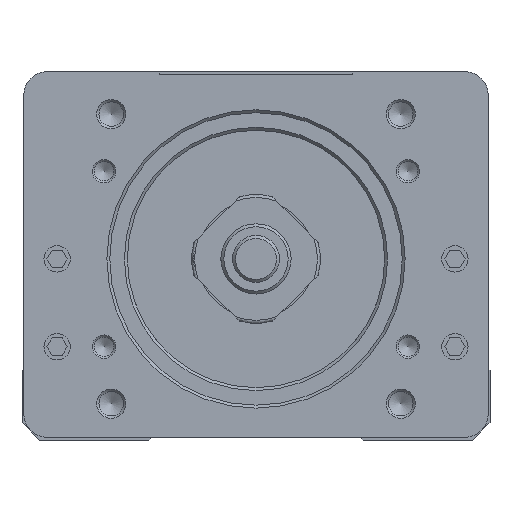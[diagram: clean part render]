
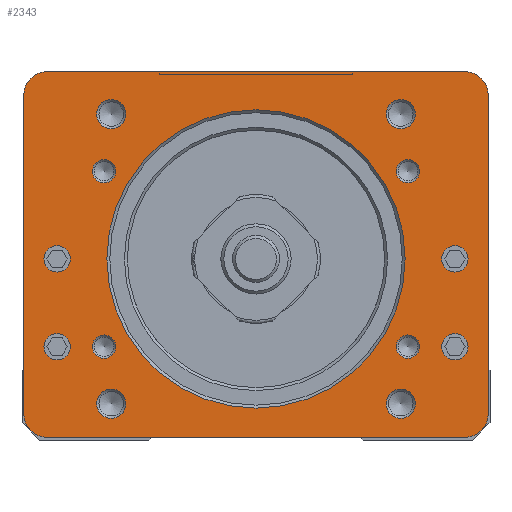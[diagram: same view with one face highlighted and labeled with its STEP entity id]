
A CAD part, front view. The second image highlights one B-rep face of the part: STEP entity #2343.
In plain terms, the highlighted planar face has unit normal (0, -1, 0).
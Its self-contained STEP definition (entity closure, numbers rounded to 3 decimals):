
#2343=ADVANCED_FACE('',(#3787,#3788,#3789,#3790,#3791,#3792,#3793,#3794,
#3795,#3796,#3797,#3798,#3799,#3800),#3170,.T.);
#3170=PLANE('',#20259);
#3787=FACE_BOUND('',#5112,.T.);
#3788=FACE_BOUND('',#5113,.T.);
#3789=FACE_BOUND('',#5114,.T.);
#3790=FACE_BOUND('',#5115,.T.);
#3791=FACE_BOUND('',#5116,.T.);
#3792=FACE_BOUND('',#5117,.T.);
#3793=FACE_BOUND('',#5118,.T.);
#3794=FACE_BOUND('',#5119,.T.);
#3795=FACE_BOUND('',#5120,.T.);
#3796=FACE_BOUND('',#5121,.T.);
#3797=FACE_BOUND('',#5122,.T.);
#3798=FACE_BOUND('',#5123,.T.);
#3799=FACE_BOUND('',#5124,.T.);
#3800=FACE_BOUND('',#5125,.T.);
#5112=EDGE_LOOP('',(#9885));
#5113=EDGE_LOOP('',(#9886));
#5114=EDGE_LOOP('',(#9887));
#5115=EDGE_LOOP('',(#9888));
#5116=EDGE_LOOP('',(#9889));
#5117=EDGE_LOOP('',(#9890));
#5118=EDGE_LOOP('',(#9891));
#5119=EDGE_LOOP('',(#9892));
#5120=EDGE_LOOP('',(#9893));
#5121=EDGE_LOOP('',(#9894));
#5122=EDGE_LOOP('',(#9895));
#5123=EDGE_LOOP('',(#9896));
#5124=EDGE_LOOP('',(#9897));
#5125=EDGE_LOOP('',(#9898,#9899,#9900,#9901,#9902,#9903,#9904,#9905));
#5903=CIRCLE('',#20130,4.);
#5904=CIRCLE('',#20132,4.);
#5905=CIRCLE('',#20134,2.);
#5906=CIRCLE('',#20136,2.);
#5907=CIRCLE('',#20138,2.);
#5908=CIRCLE('',#20140,2.);
#5909=CIRCLE('',#20142,2.5);
#5910=CIRCLE('',#20144,2.5);
#5911=CIRCLE('',#20146,2.5);
#5912=CIRCLE('',#20148,2.5);
#5913=CIRCLE('',#20150,25.5);
#5918=CIRCLE('',#20159,2.25);
#5920=CIRCLE('',#20162,2.25);
#5922=CIRCLE('',#20165,2.25);
#5924=CIRCLE('',#20168,2.25);
#5965=CIRCLE('',#20255,4.);
#5967=CIRCLE('',#20258,4.);
#9885=ORIENTED_EDGE('',*,*,#14795,.T.);
#9886=ORIENTED_EDGE('',*,*,#14794,.T.);
#9887=ORIENTED_EDGE('',*,*,#14793,.T.);
#9888=ORIENTED_EDGE('',*,*,#14792,.T.);
#9889=ORIENTED_EDGE('',*,*,#14791,.T.);
#9890=ORIENTED_EDGE('',*,*,#14790,.T.);
#9891=ORIENTED_EDGE('',*,*,#14789,.T.);
#9892=ORIENTED_EDGE('',*,*,#14788,.T.);
#9893=ORIENTED_EDGE('',*,*,#14787,.T.);
#9894=ORIENTED_EDGE('',*,*,#14807,.T.);
#9895=ORIENTED_EDGE('',*,*,#14805,.T.);
#9896=ORIENTED_EDGE('',*,*,#14803,.T.);
#9897=ORIENTED_EDGE('',*,*,#14801,.T.);
#9898=ORIENTED_EDGE('',*,*,#14921,.T.);
#9899=ORIENTED_EDGE('',*,*,#14924,.T.);
#9900=ORIENTED_EDGE('',*,*,#14925,.T.);
#9901=ORIENTED_EDGE('',*,*,#14905,.T.);
#9902=ORIENTED_EDGE('',*,*,#14785,.T.);
#9903=ORIENTED_EDGE('',*,*,#14849,.T.);
#9904=ORIENTED_EDGE('',*,*,#14782,.T.);
#9905=ORIENTED_EDGE('',*,*,#14898,.T.);
#12481=VERTEX_POINT('',#31003);
#12482=VERTEX_POINT('',#31005);
#12483=VERTEX_POINT('',#31009);
#12484=VERTEX_POINT('',#31011);
#12485=VERTEX_POINT('',#31015);
#12486=VERTEX_POINT('',#31018);
#12487=VERTEX_POINT('',#31021);
#12488=VERTEX_POINT('',#31024);
#12489=VERTEX_POINT('',#31027);
#12490=VERTEX_POINT('',#31030);
#12491=VERTEX_POINT('',#31033);
#12492=VERTEX_POINT('',#31036);
#12493=VERTEX_POINT('',#31039);
#12498=VERTEX_POINT('',#31054);
#12500=VERTEX_POINT('',#31059);
#12502=VERTEX_POINT('',#31064);
#12504=VERTEX_POINT('',#31069);
#12562=VERTEX_POINT('',#31361);
#12567=VERTEX_POINT('',#31375);
#12578=VERTEX_POINT('',#31407);
#12580=VERTEX_POINT('',#31413);
#14782=EDGE_CURVE('',#12482,#12481,#5903,.T.);
#14785=EDGE_CURVE('',#12484,#12483,#5904,.T.);
#14787=EDGE_CURVE('',#12485,#12485,#5905,.T.);
#14788=EDGE_CURVE('',#12486,#12486,#5906,.T.);
#14789=EDGE_CURVE('',#12487,#12487,#5907,.T.);
#14790=EDGE_CURVE('',#12488,#12488,#5908,.T.);
#14791=EDGE_CURVE('',#12489,#12489,#5909,.T.);
#14792=EDGE_CURVE('',#12490,#12490,#5910,.T.);
#14793=EDGE_CURVE('',#12491,#12491,#5911,.T.);
#14794=EDGE_CURVE('',#12492,#12492,#5912,.T.);
#14795=EDGE_CURVE('',#12493,#12493,#5913,.T.);
#14801=EDGE_CURVE('',#12498,#12498,#5918,.T.);
#14803=EDGE_CURVE('',#12500,#12500,#5920,.T.);
#14805=EDGE_CURVE('',#12502,#12502,#5922,.T.);
#14807=EDGE_CURVE('',#12504,#12504,#5924,.T.);
#14849=EDGE_CURVE('',#12483,#12482,#16856,.T.);
#14898=EDGE_CURVE('',#12481,#12562,#16881,.T.);
#14905=EDGE_CURVE('',#12567,#12484,#16888,.T.);
#14921=EDGE_CURVE('',#12562,#12578,#5965,.T.);
#14924=EDGE_CURVE('',#12578,#12580,#16901,.T.);
#14925=EDGE_CURVE('',#12580,#12567,#5967,.T.);
#16856=LINE('',#31214,#18624);
#16881=LINE('',#31362,#18649);
#16888=LINE('',#31374,#18656);
#16901=LINE('',#31412,#18669);
#18624=VECTOR('',#24452,1.);
#18649=VECTOR('',#24571,1.);
#18656=VECTOR('',#24580,1.);
#18669=VECTOR('',#24617,1.);
#20130=AXIS2_PLACEMENT_3D('',#31004,#24291,#24292);
#20132=AXIS2_PLACEMENT_3D('',#31010,#24297,#24298);
#20134=AXIS2_PLACEMENT_3D('',#31014,#24302,#24303);
#20136=AXIS2_PLACEMENT_3D('',#31017,#24306,#24307);
#20138=AXIS2_PLACEMENT_3D('',#31020,#24310,#24311);
#20140=AXIS2_PLACEMENT_3D('',#31023,#24314,#24315);
#20142=AXIS2_PLACEMENT_3D('',#31026,#24318,#24319);
#20144=AXIS2_PLACEMENT_3D('',#31029,#24322,#24323);
#20146=AXIS2_PLACEMENT_3D('',#31032,#24326,#24327);
#20148=AXIS2_PLACEMENT_3D('',#31035,#24330,#24331);
#20150=AXIS2_PLACEMENT_3D('',#31038,#24334,#24335);
#20159=AXIS2_PLACEMENT_3D('',#31053,#24353,#24354);
#20162=AXIS2_PLACEMENT_3D('',#31058,#24359,#24360);
#20165=AXIS2_PLACEMENT_3D('',#31063,#24365,#24366);
#20168=AXIS2_PLACEMENT_3D('',#31068,#24371,#24372);
#20255=AXIS2_PLACEMENT_3D('',#31406,#24610,#24611);
#20258=AXIS2_PLACEMENT_3D('',#31414,#24618,#24619);
#20259=AXIS2_PLACEMENT_3D('',#31415,#24620,#24621);
#24291=DIRECTION('',(0.,-1.,0.));
#24292=DIRECTION('',(1.,0.,0.));
#24297=DIRECTION('',(0.,-1.,0.));
#24298=DIRECTION('',(1.,0.,0.));
#24302=DIRECTION('',(0.,1.,0.));
#24303=DIRECTION('',(0.,0.,-1.));
#24306=DIRECTION('',(0.,1.,0.));
#24307=DIRECTION('',(0.,0.,-1.));
#24310=DIRECTION('',(0.,1.,0.));
#24311=DIRECTION('',(0.,0.,-1.));
#24314=DIRECTION('',(0.,1.,0.));
#24315=DIRECTION('',(0.,0.,-1.));
#24318=DIRECTION('',(0.,1.,0.));
#24319=DIRECTION('',(0.,0.,-1.));
#24322=DIRECTION('',(0.,1.,0.));
#24323=DIRECTION('',(0.,0.,-1.));
#24326=DIRECTION('',(0.,1.,0.));
#24327=DIRECTION('',(0.,0.,-1.));
#24330=DIRECTION('',(0.,1.,0.));
#24331=DIRECTION('',(0.,0.,-1.));
#24334=DIRECTION('',(0.,1.,0.));
#24335=DIRECTION('',(0.,0.,-1.));
#24353=DIRECTION('',(0.,1.,0.));
#24354=DIRECTION('',(0.,0.,-1.));
#24359=DIRECTION('',(0.,1.,0.));
#24360=DIRECTION('',(0.,0.,-1.));
#24365=DIRECTION('',(0.,1.,0.));
#24366=DIRECTION('',(0.,0.,-1.));
#24371=DIRECTION('',(0.,1.,0.));
#24372=DIRECTION('',(0.,0.,-1.));
#24452=DIRECTION('',(-1.,0.,0.));
#24571=DIRECTION('',(0.,0.,-1.));
#24580=DIRECTION('',(0.,0.,1.));
#24610=DIRECTION('',(0.,-1.,0.));
#24611=DIRECTION('',(1.,0.,0.));
#24617=DIRECTION('',(1.,0.,0.));
#24618=DIRECTION('',(0.,-1.,0.));
#24619=DIRECTION('',(1.,0.,0.));
#24620=DIRECTION('',(0.,-1.,0.));
#24621=DIRECTION('',(0.,0.,1.));
#31003=CARTESIAN_POINT('',(-39.7,-243.7,40.));
#31004=CARTESIAN_POINT('',(-35.7,-243.7,40.));
#31005=CARTESIAN_POINT('',(-35.7,-243.7,44.));
#31009=CARTESIAN_POINT('',(35.7,-243.7,44.));
#31010=CARTESIAN_POINT('',(35.7,-243.7,40.));
#31011=CARTESIAN_POINT('',(39.7,-243.7,40.));
#31014=CARTESIAN_POINT('',(-25.981,-243.7,27.));
#31015=CARTESIAN_POINT('',(-25.981,-243.7,25.));
#31017=CARTESIAN_POINT('',(-25.981,-243.7,-3.));
#31018=CARTESIAN_POINT('',(-25.981,-243.7,-5.));
#31020=CARTESIAN_POINT('',(25.981,-243.7,27.));
#31021=CARTESIAN_POINT('',(25.981,-243.7,25.));
#31023=CARTESIAN_POINT('',(25.981,-243.7,-3.));
#31024=CARTESIAN_POINT('',(25.981,-243.7,-5.));
#31026=CARTESIAN_POINT('',(24.749,-243.7,36.749));
#31027=CARTESIAN_POINT('',(24.749,-243.7,34.249));
#31029=CARTESIAN_POINT('',(24.749,-243.7,-12.749));
#31030=CARTESIAN_POINT('',(24.749,-243.7,-15.249));
#31032=CARTESIAN_POINT('',(-24.749,-243.7,-12.749));
#31033=CARTESIAN_POINT('',(-24.749,-243.7,-15.249));
#31035=CARTESIAN_POINT('',(-24.749,-243.7,36.749));
#31036=CARTESIAN_POINT('',(-24.749,-243.7,34.249));
#31038=CARTESIAN_POINT('',(0.,-243.7,12.));
#31039=CARTESIAN_POINT('',(0.,-243.7,-13.5));
#31053=CARTESIAN_POINT('',(34.,-243.7,12.));
#31054=CARTESIAN_POINT('',(34.,-243.7,9.75));
#31058=CARTESIAN_POINT('',(34.,-243.7,-3.));
#31059=CARTESIAN_POINT('',(34.,-243.7,-5.25));
#31063=CARTESIAN_POINT('',(-34.,-243.7,12.));
#31064=CARTESIAN_POINT('',(-34.,-243.7,9.75));
#31068=CARTESIAN_POINT('',(-34.,-243.7,-3.));
#31069=CARTESIAN_POINT('',(-34.,-243.7,-5.25));
#31214=CARTESIAN_POINT('',(35.7,-243.7,44.));
#31361=CARTESIAN_POINT('',(-39.7,-243.7,-14.5));
#31362=CARTESIAN_POINT('',(-39.7,-243.7,40.));
#31374=CARTESIAN_POINT('',(39.7,-243.7,-14.5));
#31375=CARTESIAN_POINT('',(39.7,-243.7,-14.5));
#31406=CARTESIAN_POINT('',(-35.7,-243.7,-14.5));
#31407=CARTESIAN_POINT('',(-35.7,-243.7,-18.5));
#31412=CARTESIAN_POINT('',(-35.7,-243.7,-18.5));
#31413=CARTESIAN_POINT('',(35.7,-243.7,-18.5));
#31414=CARTESIAN_POINT('',(35.7,-243.7,-14.5));
#31415=CARTESIAN_POINT('',(-35.7,-243.7,-14.5));
